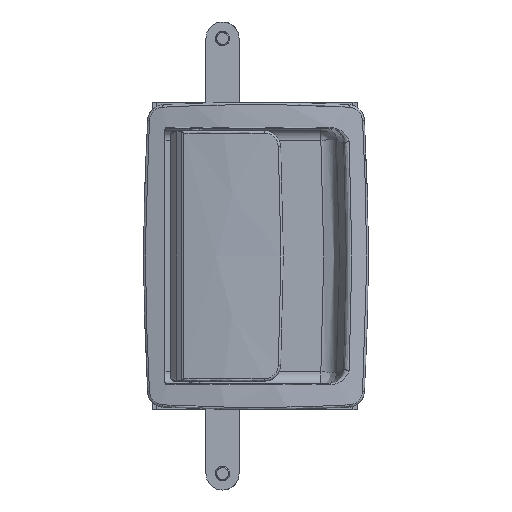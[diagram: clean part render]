
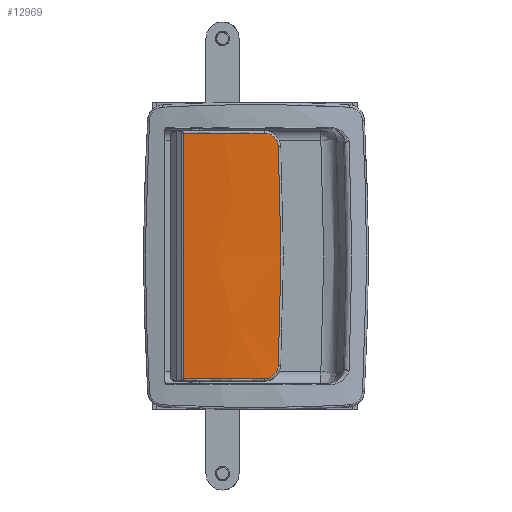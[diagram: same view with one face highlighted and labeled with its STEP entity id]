
A CAD part, front view. The second image highlights one B-rep face of the part: STEP entity #12969.
In plain terms, the highlighted free-form (B-spline) face has degree [1, 2] with [2, 3] control points.
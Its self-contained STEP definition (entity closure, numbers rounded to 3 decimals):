
#10324=CARTESIAN_POINT('',(16.994,-8.048,-52.));
#10325=VERTEX_POINT('',#10324);
#10599=CARTESIAN_POINT('',(16.994,-8.048,52.));
#10600=VERTEX_POINT('',#10599);
#10777=CARTESIAN_POINT('',(50.912,-10.47,-52.));
#10778=VERTEX_POINT('',#10777);
#10789=CARTESIAN_POINT('',(16.994,-8.048,-52.));
#10790=CARTESIAN_POINT('',(28.198,-9.862,-52.));
#10791=CARTESIAN_POINT('',(39.564,-10.673,-52.));
#10792=CARTESIAN_POINT('',(50.912,-10.47,-52.));
#10793=B_SPLINE_CURVE_WITH_KNOTS('',3,(#10789,#10790,#10791,#10792),.UNSPECIFIED.,.F.,.U.,(4,4),(0.,34.049),.UNSPECIFIED.);
#10794=EDGE_CURVE('',#10325,#10778,#10793,.T.);
#10937=CARTESIAN_POINT('',(56.936,-10.267,-46.288));
#10938=VERTEX_POINT('',#10937);
#10951=CARTESIAN_POINT('',(50.912,-10.47,-52.));
#10952=CARTESIAN_POINT('',(51.389,-10.457,-52.001));
#10953=CARTESIAN_POINT('',(52.248,-10.435,-51.901));
#10954=CARTESIAN_POINT('',(53.472,-10.4,-51.481));
#10955=CARTESIAN_POINT('',(54.423,-10.371,-50.92));
#10956=CARTESIAN_POINT('',(55.256,-10.343,-50.202));
#10957=CARTESIAN_POINT('',(55.869,-10.321,-49.465));
#10958=CARTESIAN_POINT('',(56.422,-10.299,-48.514));
#10959=CARTESIAN_POINT('',(56.798,-10.28,-47.476));
#10960=CARTESIAN_POINT('',(56.917,-10.271,-46.67));
#10961=CARTESIAN_POINT('',(56.936,-10.267,-46.288));
#10962=B_SPLINE_CURVE_WITH_KNOTS('',3,(#10951,#10952,#10953,#10954,#10955,#10956,#10957,#10958,#10959,#10960,#10961),.UNSPECIFIED.,.F.,.U.,(4,1,1,1,1,1,1,1,4),(0.,1.432,2.577,3.866,4.725,5.871,6.73,8.018,9.164),.UNSPECIFIED.);
#10963=EDGE_CURVE('',#10778,#10938,#10962,.T.);
#11001=CARTESIAN_POINT('',(50.912,-10.47,52.));
#11002=VERTEX_POINT('',#11001);
#11003=CARTESIAN_POINT('',(50.912,-10.47,52.));
#11004=CARTESIAN_POINT('',(39.564,-10.673,52.));
#11005=CARTESIAN_POINT('',(28.198,-9.862,52.));
#11006=CARTESIAN_POINT('',(16.994,-8.048,52.));
#11007=B_SPLINE_CURVE_WITH_KNOTS('',3,(#11003,#11004,#11005,#11006),.UNSPECIFIED.,.F.,.U.,(4,4),(0.,34.049),.UNSPECIFIED.);
#11008=EDGE_CURVE('',#11002,#10600,#11007,.T.);
#11224=CARTESIAN_POINT('',(56.936,-10.267,46.288));
#11225=VERTEX_POINT('',#11224);
#11249=CARTESIAN_POINT('',(56.936,-10.267,46.288));
#11250=CARTESIAN_POINT('',(56.912,-10.272,46.765));
#11251=CARTESIAN_POINT('',(56.765,-10.283,47.618));
#11252=CARTESIAN_POINT('',(56.281,-10.306,48.817));
#11253=CARTESIAN_POINT('',(55.564,-10.334,49.897));
#11254=CARTESIAN_POINT('',(54.692,-10.364,50.723));
#11255=CARTESIAN_POINT('',(53.725,-10.393,51.341));
#11256=CARTESIAN_POINT('',(52.534,-10.428,51.848));
#11257=CARTESIAN_POINT('',(51.532,-10.454,52.002));
#11258=CARTESIAN_POINT('',(50.912,-10.47,52.));
#11259=B_SPLINE_CURVE_WITH_KNOTS('',3,(#11249,#11250,#11251,#11252,#11253,#11254,#11255,#11256,#11257,#11258),.UNSPECIFIED.,.F.,.U.,(4,1,1,1,1,1,1,4),(0.,1.432,2.577,3.866,5.298,6.157,7.302,9.163),.UNSPECIFIED.);
#11260=EDGE_CURVE('',#11225,#11002,#11259,.T.);
#11323=CARTESIAN_POINT('',(56.936,-10.267,-46.288));
#11324=CARTESIAN_POINT('',(57.123,-10.258,-42.433));
#11325=CARTESIAN_POINT('',(57.286,-10.249,-38.578));
#11326=CARTESIAN_POINT('',(57.566,-10.235,-30.865));
#11327=CARTESIAN_POINT('',(57.682,-10.228,-27.008));
#11328=CARTESIAN_POINT('',(57.962,-10.213,-15.436));
#11329=CARTESIAN_POINT('',(58.055,-10.208,-7.719));
#11330=CARTESIAN_POINT('',(58.055,-10.208,7.719));
#11331=CARTESIAN_POINT('',(57.962,-10.213,15.436));
#11332=CARTESIAN_POINT('',(57.682,-10.228,27.008));
#11333=CARTESIAN_POINT('',(57.566,-10.235,30.865));
#11334=CARTESIAN_POINT('',(57.286,-10.249,38.578));
#11335=CARTESIAN_POINT('',(57.123,-10.258,42.433));
#11336=CARTESIAN_POINT('',(56.936,-10.267,46.288));
#11337=B_SPLINE_CURVE_WITH_KNOTS('',3,(#11323,#11324,#11325,#11326,#11327,#11328,#11329,#11330,#11331,#11332,#11333,#11334,#11335,#11336),.UNSPECIFIED.,.F.,.U.,(4,2,2,2,2,2,4),(0.0,0.125,0.25,0.5,0.75,0.875,1.0),.UNSPECIFIED.);
#11338=EDGE_CURVE('',#10938,#11225,#11337,.T.);
#12601=CARTESIAN_POINT('',(16.994,-8.048,-52.));
#12602=CARTESIAN_POINT('',(16.994,-8.048,52.));
#12603=QUASI_UNIFORM_CURVE('',1,(#12601,#12602),.UNSPECIFIED.,.F.,.U.);
#12604=EDGE_CURVE('',#10325,#10600,#12603,.T.);
#12947=CARTESIAN_POINT('',(15.349,-7.775,54.6));
#12948=CARTESIAN_POINT('',(15.349,-7.775,-54.665));
#12949=CARTESIAN_POINT('',(37.592,-11.573,54.6));
#12950=CARTESIAN_POINT('',(37.592,-11.573,-54.665));
#12951=CARTESIAN_POINT('',(60.107,-10.084,54.6));
#12952=CARTESIAN_POINT('',(60.107,-10.084,-54.665));
#12960=(BOUNDED_SURFACE()B_SPLINE_SURFACE(1,2,((#12947,#12949,#12951),(#12948,#12950,#12952)),.UNSPECIFIED.,.F.,.F.,.U.)B_SPLINE_SURFACE_WITH_KNOTS((2,2),(3,3),(0.0,109.265),(0.0,44.973),.UNSPECIFIED.)GEOMETRIC_REPRESENTATION_ITEM()RATIONAL_B_SPLINE_SURFACE(((1.0,0.992,0.997),(1.0,0.992,0.997)))REPRESENTATION_ITEM('')SURFACE());
#12961=ORIENTED_EDGE('',*,*,#12604,.F.);
#12962=ORIENTED_EDGE('',*,*,#10794,.T.);
#12963=ORIENTED_EDGE('',*,*,#10963,.T.);
#12964=ORIENTED_EDGE('',*,*,#11338,.T.);
#12965=ORIENTED_EDGE('',*,*,#11260,.T.);
#12966=ORIENTED_EDGE('',*,*,#11008,.T.);
#12967=EDGE_LOOP('',(#12961,#12962,#12963,#12964,#12965,#12966));
#12968=FACE_OUTER_BOUND('',#12967,.T.);
#12969=ADVANCED_FACE('',(#12968),#12960,.T.);
